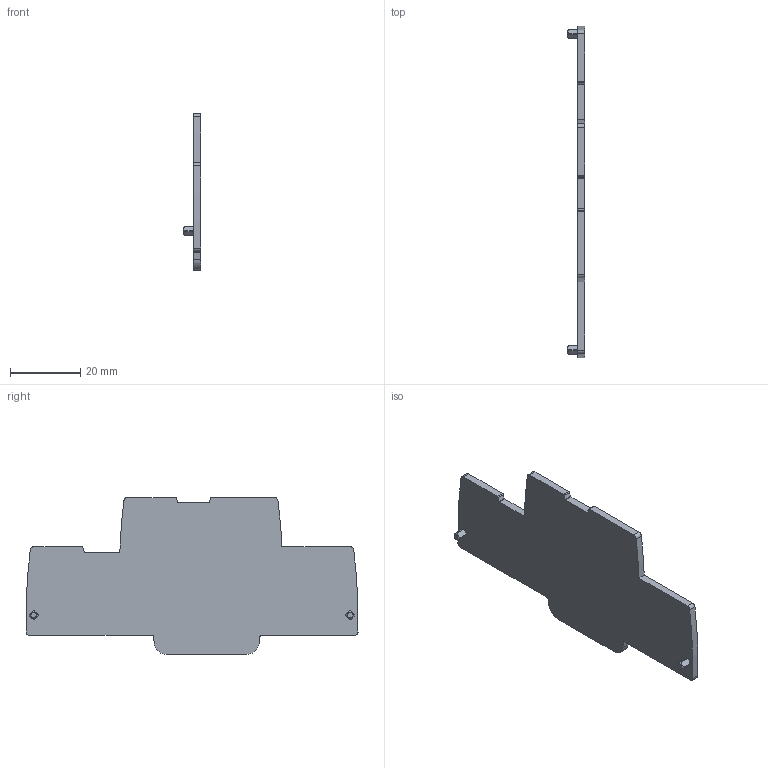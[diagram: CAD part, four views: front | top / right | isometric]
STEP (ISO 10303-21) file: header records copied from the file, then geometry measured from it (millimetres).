
FILE_DESCRIPTION(('CATIA V5 STEP Exchange','CAx-IF Rec.Pracs.--- Model Styling and Organization---1.5--- 2016-08-15','CAx-IF Rec.Pracs.---Supplemental Geometry---1.0---2011-11-01','CAx-IF Rec.Pracs.--- Composite Materials ---1.1---2010-07-15'),'2;1');
FILE_NAME ('1506190-3_1', '2025-09-22T05:34:40+00:00', ('none'), ('Weidmueller'), 'CATIA Version 5-6 Release 2024 SP4', 'CATIA V5 STEP AP214 v3', 'none');
FILE_SCHEMA(('AUTOMOTIVE_DESIGN { 1 0 10303 214 1 1 1 1 }'));
Length unit declared in the file: millimetre
Products named in the file (1): 2913480000
Bounding box: 5.1 x 94.4 x 44.6 mm (x, y, z)
Volume: 6569.2 mm3; surface area: 6847.7 mm2
Topology: 1 solids, 1 shells, 58 faces, 162 edges, 108 vertices
Faces by surface type: cylinder 28, plane 26, cone 4
Entity records: 1901 total; most frequent: CARTESIAN_POINT 447, ORIENTED_EDGE 324, DIRECTION 246, EDGE_CURVE 162, VERTEX_POINT 108, AXIS2_PLACEMENT_3D 105, VECTOR 90, LINE 90
